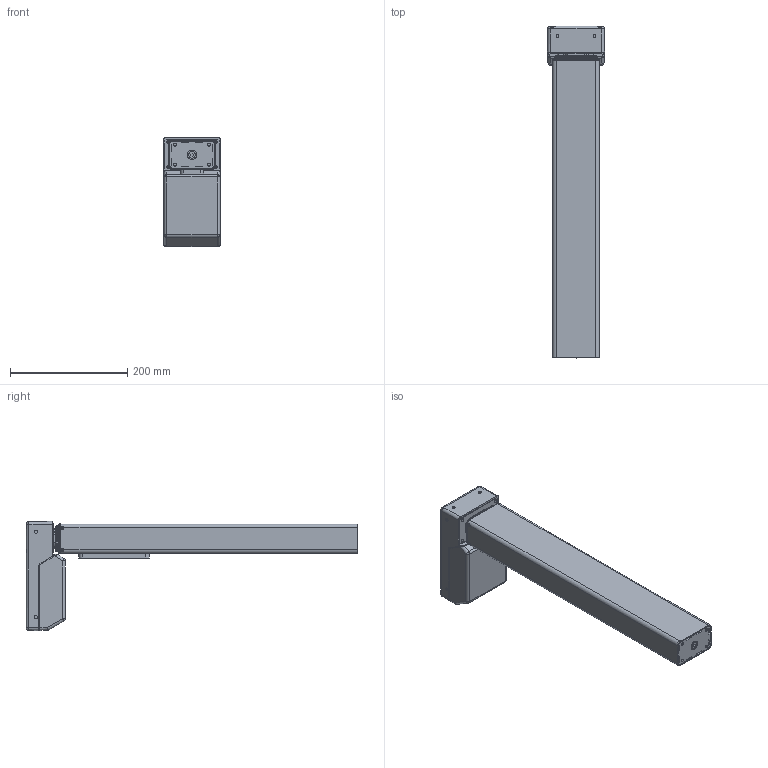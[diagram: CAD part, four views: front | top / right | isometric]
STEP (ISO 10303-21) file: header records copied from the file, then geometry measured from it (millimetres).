
FILE_DESCRIPTION (( 'STEP AP203' ), '1' );
FILE_NAME ('DD2.STEP', '2011-11-29T13:33:19', ( '.' ), ( '.' ), 'SwSTEP 2.0', 'SolidWorks 2008', '' );
FILE_SCHEMA (( 'CONFIG_CONTROL_DESIGN' ));
Length unit declared in the file: millimetre
Products named in the file (1): DD2
Bounding box: 97.2 x 565.2 x 185.8 mm (x, y, z)
Volume: 3107800.2 mm3; surface area: 211021.2 mm2
Topology: 1 solids, 1 shells, 603 faces, 1559 edges, 999 vertices
Faces by surface type: plane 300, cylinder 164, bspline 77, cone 26, torus 24, sphere 12
Entity records: 21622 total; most frequent: CARTESIAN_POINT 7096, ORIENTED_EDGE 3110, DIRECTION 2962, EDGE_CURVE 1555, AXIS2_PLACEMENT_3D 1061, VERTEX_POINT 999, VECTOR 840, LINE 840
